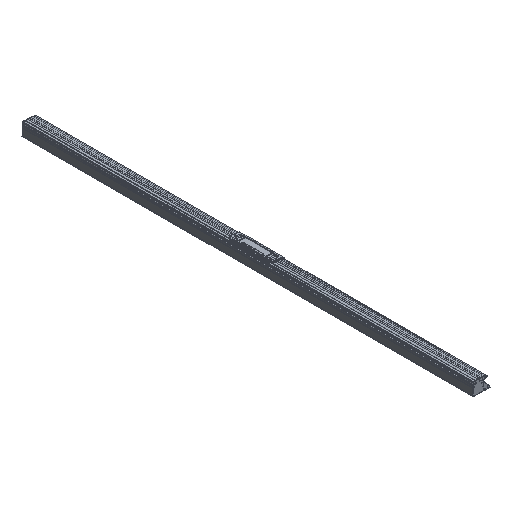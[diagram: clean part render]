
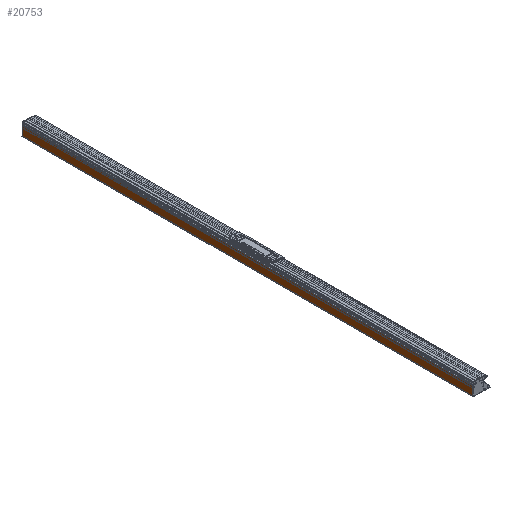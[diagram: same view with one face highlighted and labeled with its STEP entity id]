
A CAD part, isometric view. The second image highlights one B-rep face of the part: STEP entity #20753.
In plain terms, the highlighted planar face has unit normal (-1, 0, 0).
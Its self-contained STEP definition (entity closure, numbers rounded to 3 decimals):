
#9 = VECTOR ( 'NONE', #158670, 1000. ) ;
#5262 = LINE ( 'NONE', #32965, #9 ) ;
#8100 = VECTOR ( 'NONE', #118296, 1000. ) ;
#9349 = VERTEX_POINT ( 'NONE', #156922 ) ;
#18210 = ORIENTED_EDGE ( 'NONE', *, *, #149775, .T. ) ;
#20753 = ADVANCED_FACE ( 'NONE', ( #42759 ), #46371, .F. ) ;
#22705 = EDGE_CURVE ( 'NONE', #160136, #107793, #39547, .T. ) ;
#28988 = CARTESIAN_POINT ( 'NONE',  ( -28.6, -1250., 0.7 ) ) ;
#30907 = ORIENTED_EDGE ( 'NONE', *, *, #119621, .F. ) ;
#32965 = CARTESIAN_POINT ( 'NONE',  ( -28.6, 1250., 0.7 ) ) ;
#34319 = VECTOR ( 'NONE', #152323, 1000. ) ;
#39547 = LINE ( 'NONE', #83054, #34319 ) ;
#42759 = FACE_OUTER_BOUND ( 'NONE', #161607, .T. ) ;
#46371 = PLANE ( 'NONE',  #130636 ) ;
#71452 = DIRECTION ( 'NONE',  ( 0., 1., 0. ) ) ;
#75804 = CARTESIAN_POINT ( 'NONE',  ( -28.6, -1250., 0.7 ) ) ;
#76403 = CARTESIAN_POINT ( 'NONE',  ( -28.6, -1250., 52.939 ) ) ;
#81079 = CARTESIAN_POINT ( 'NONE',  ( -28.6, 1250., 5.944 ) ) ;
#83054 = CARTESIAN_POINT ( 'NONE',  ( -28.6, -1250., 52.939 ) ) ;
#90142 = CARTESIAN_POINT ( 'NONE',  ( -28.6, 1250., 52.939 ) ) ;
#100635 = LINE ( 'NONE', #181931, #123187 ) ;
#107793 = VERTEX_POINT ( 'NONE', #90142 ) ;
#114040 = ORIENTED_EDGE ( 'NONE', *, *, #138099, .F. ) ;
#114567 = VERTEX_POINT ( 'NONE', #81079 ) ;
#118296 = DIRECTION ( 'NONE',  ( 0., 0., -1. ) ) ;
#119621 = EDGE_CURVE ( 'NONE', #9349, #114567, #100635, .T. ) ;
#123187 = VECTOR ( 'NONE', #171773, 1000. ) ;
#130636 = AXIS2_PLACEMENT_3D ( 'NONE', #28988, #172957, #71452 ) ;
#133556 = ORIENTED_EDGE ( 'NONE', *, *, #22705, .T. ) ;
#138099 = EDGE_CURVE ( 'NONE', #160136, #9349, #159919, .T. ) ;
#149775 = EDGE_CURVE ( 'NONE', #107793, #114567, #5262, .T. ) ;
#152323 = DIRECTION ( 'NONE',  ( 0., 1., 0. ) ) ;
#156922 = CARTESIAN_POINT ( 'NONE',  ( -28.6, -1250., 5.944 ) ) ;
#158670 = DIRECTION ( 'NONE',  ( 0., 0., -1. ) ) ;
#159919 = LINE ( 'NONE', #75804, #8100 ) ;
#160136 = VERTEX_POINT ( 'NONE', #76403 ) ;
#161607 = EDGE_LOOP ( 'NONE', ( #18210, #30907, #114040, #133556 ) ) ;
#171773 = DIRECTION ( 'NONE',  ( 0., 1., 0. ) ) ;
#172957 = DIRECTION ( 'NONE',  ( 1., 0., 0. ) ) ;
#181931 = CARTESIAN_POINT ( 'NONE',  ( -28.6, -1250., 5.944 ) ) ;
